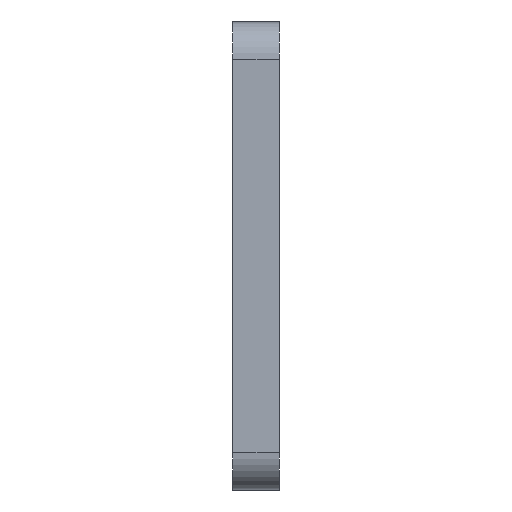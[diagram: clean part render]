
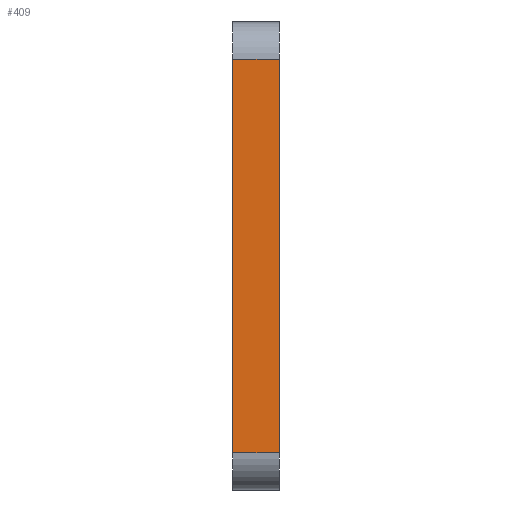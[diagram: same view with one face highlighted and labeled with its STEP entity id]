
A CAD part, left-side view. The second image highlights one B-rep face of the part: STEP entity #409.
In plain terms, the highlighted planar face has unit normal (-1, 0, 0).
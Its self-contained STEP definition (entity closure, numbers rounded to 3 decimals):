
#25 = VECTOR ( 'NONE', #667, 1000. ) ;
#74 = CARTESIAN_POINT ( 'NONE',  ( -33.02, 2.5, 10.5 ) ) ;
#87 = CARTESIAN_POINT ( 'NONE',  ( -33.02, 2.5, -12.5 ) ) ;
#110 = VECTOR ( 'NONE', #154, 1000. ) ;
#123 = FACE_OUTER_BOUND ( 'NONE', #559, .T. ) ;
#135 = LINE ( 'NONE', #139, #110 ) ;
#139 = CARTESIAN_POINT ( 'NONE',  ( -33.02, 0., -12.5 ) ) ;
#154 = DIRECTION ( 'NONE',  ( 0., 0., 1. ) ) ;
#163 = DIRECTION ( 'NONE',  ( 0., 1., 0. ) ) ;
#167 = DIRECTION ( 'NONE',  ( 0., -1., 0. ) ) ;
#206 = ORIENTED_EDGE ( 'NONE', *, *, #317, .T. ) ;
#217 = EDGE_CURVE ( 'NONE', #578, #712, #135, .T. ) ;
#244 = LINE ( 'NONE', #888, #918 ) ;
#261 = LINE ( 'NONE', #74, #386 ) ;
#278 = CARTESIAN_POINT ( 'NONE',  ( -33.02, 0., 10.5 ) ) ;
#317 = EDGE_CURVE ( 'NONE', #358, #578, #244, .T. ) ;
#350 = CARTESIAN_POINT ( 'NONE',  ( -33.02, 0., -10.5 ) ) ;
#358 = VERTEX_POINT ( 'NONE', #885 ) ;
#363 = EDGE_CURVE ( 'NONE', #712, #898, #261, .T. ) ;
#386 = VECTOR ( 'NONE', #163, 1000. ) ;
#409 = ADVANCED_FACE ( 'NONE', ( #123 ), #762, .F. ) ;
#422 = LINE ( 'NONE', #87, #25 ) ;
#447 = DIRECTION ( 'NONE',  ( 0., 0., -1. ) ) ;
#462 = ORIENTED_EDGE ( 'NONE', *, *, #363, .T. ) ;
#503 = ORIENTED_EDGE ( 'NONE', *, *, #591, .F. ) ;
#530 = ORIENTED_EDGE ( 'NONE', *, *, #217, .T. ) ;
#559 = EDGE_LOOP ( 'NONE', ( #503, #206, #530, #462 ) ) ;
#578 = VERTEX_POINT ( 'NONE', #350 ) ;
#591 = EDGE_CURVE ( 'NONE', #358, #898, #422, .T. ) ;
#605 = DIRECTION ( 'NONE',  ( 1., 0., 0. ) ) ;
#614 = CARTESIAN_POINT ( 'NONE',  ( -33.02, 2.5, -12.5 ) ) ;
#667 = DIRECTION ( 'NONE',  ( 0., 0., 1. ) ) ;
#712 = VERTEX_POINT ( 'NONE', #278 ) ;
#762 = PLANE ( 'NONE',  #869 ) ;
#869 = AXIS2_PLACEMENT_3D ( 'NONE', #614, #605, #447 ) ;
#878 = CARTESIAN_POINT ( 'NONE',  ( -33.02, 2.5, 10.5 ) ) ;
#885 = CARTESIAN_POINT ( 'NONE',  ( -33.02, 2.5, -10.5 ) ) ;
#888 = CARTESIAN_POINT ( 'NONE',  ( -33.02, 2.5, -10.5 ) ) ;
#898 = VERTEX_POINT ( 'NONE', #878 ) ;
#918 = VECTOR ( 'NONE', #167, 1000. ) ;
